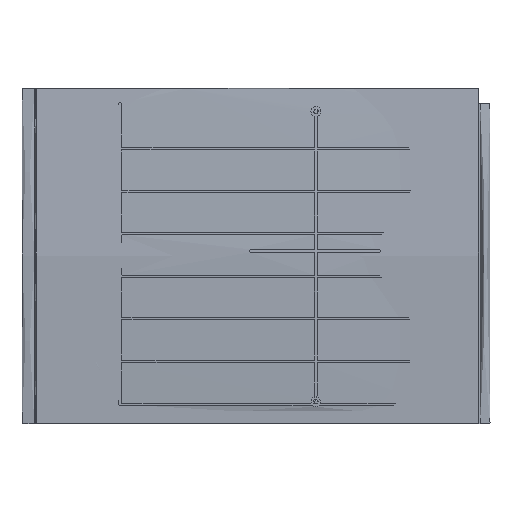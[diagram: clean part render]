
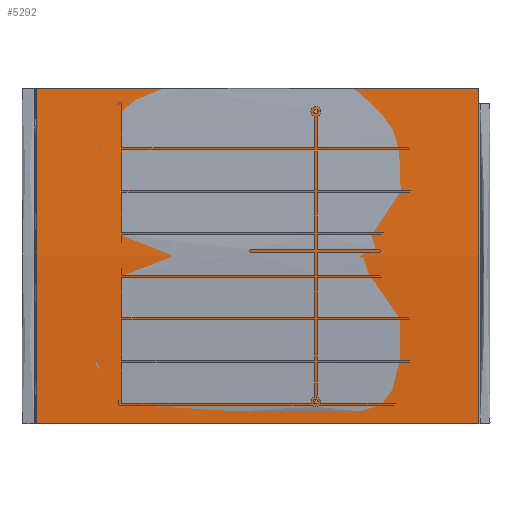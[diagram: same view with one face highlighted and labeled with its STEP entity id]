
A CAD part, left-side view. The second image highlights one B-rep face of the part: STEP entity #5292.
In plain terms, the highlighted toroidal (fillet/blend) face has major radius 2100 mm and minor radius 1650 mm.
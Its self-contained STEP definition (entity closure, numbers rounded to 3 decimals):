
#92 = CARTESIAN_POINT ( 'NONE',  ( -181.056, 72.811, 126. ) ) ;
#1494 = CARTESIAN_POINT ( 'NONE',  ( -181.056, 72.811, 126. ) ) ;
#1538 = CARTESIAN_POINT ( 'NONE',  ( -181.885, 72.812, 115.188 ) ) ;
#1555 = CARTESIAN_POINT ( 'NONE',  ( -182.607, 72.811, 104.368 ) ) ;
#1559 = CARTESIAN_POINT ( 'NONE',  ( -183.838, 72.811, 82.714 ) ) ;
#1599 = CARTESIAN_POINT ( 'NONE',  ( -184.347, 72.811, 71.877 ) ) ;
#1619 = CARTESIAN_POINT ( 'NONE',  ( -185.552, 72.811, 39.365 ) ) ;
#1622 = CARTESIAN_POINT ( 'NONE',  ( -185.927, 72.811, 17.681 ) ) ;
#1661 = CARTESIAN_POINT ( 'NONE',  ( -185.821, 72.811, -25.706 ) ) ;
#1687 = CARTESIAN_POINT ( 'NONE',  ( -185.341, 72.811, -47.388 ) ) ;
#1718 = CARTESIAN_POINT ( 'NONE',  ( -183.977, 72.811, -79.894 ) ) ;
#1744 = CARTESIAN_POINT ( 'NONE',  ( -183.416, 72.811, -90.728 ) ) ;
#1748 = CARTESIAN_POINT ( 'NONE',  ( -182.08, 72.811, -112.376 ) ) ;
#1866 = CARTESIAN_POINT ( 'NONE',  ( -181.305, 72.811, -123.192 ) ) ;
#1998 = CARTESIAN_POINT ( 'NONE',  ( -180.423, 72.811, -134. ) ) ;
#4712 = AXIS2_PLACEMENT_3D ( 'NONE', #5374, #5829, #5002 ) ;
#5002 = DIRECTION ( 'NONE',  ( 1., 0., 0. ) ) ;
#5292 = ADVANCED_FACE ( 'NONE', ( #15936 ), #7780, .T. ) ;
#5374 = CARTESIAN_POINT ( 'NONE',  ( 3560.2, 244.25, 0. ) ) ;
#5829 = DIRECTION ( 'NONE',  ( 0., 0., 1. ) ) ;
#7077 = CARTESIAN_POINT ( 'NONE',  ( -181.059, 415.636, 126. ) ) ;
#7150 = CARTESIAN_POINT ( 'NONE',  ( -182.717, 415.636, 104.369 ) ) ;
#7207 = CARTESIAN_POINT ( 'NONE',  ( -183.948, 415.636, 82.717 ) ) ;
#7263 = CARTESIAN_POINT ( 'NONE',  ( -185.152, 415.636, 50.206 ) ) ;
#7327 = CARTESIAN_POINT ( 'NONE',  ( -185.447, 415.636, 39.361 ) ) ;
#7356 = B_SPLINE_CURVE_WITH_KNOTS ( 'NONE', 3,
 ( #7722, #7804, #7566, #7527, #7457, #7437, #7419, #7400, #7385, #7327, #7263, #7207, #7150, #7077 ),
 .UNSPECIFIED., .F., .F.,
 ( 4, 2, 2, 2, 2, 2, 4 ),
 ( 0., 0.065, 0.098, 0.13, 0.163, 0.195, 0.26 ),
 .UNSPECIFIED. ) ;
#7385 = CARTESIAN_POINT ( 'NONE',  ( -185.822, 415.636, 17.674 ) ) ;
#7400 = CARTESIAN_POINT ( 'NONE',  ( -185.903, 415.636, 6.83 ) ) ;
#7419 = CARTESIAN_POINT ( 'NONE',  ( -185.85, 415.636, -14.857 ) ) ;
#7437 = CARTESIAN_POINT ( 'NONE',  ( -185.717, 415.636, -25.7 ) ) ;
#7457 = CARTESIAN_POINT ( 'NONE',  ( -185.236, 415.636, -47.386 ) ) ;
#7527 = CARTESIAN_POINT ( 'NONE',  ( -184.888, 415.636, -58.228 ) ) ;
#7566 = CARTESIAN_POINT ( 'NONE',  ( -183.525, 415.636, -90.732 ) ) ;
#7722 = CARTESIAN_POINT ( 'NONE',  ( -180.426, 415.636, -134. ) ) ;
#7780 = TOROIDAL_SURFACE ( 'NONE', #4712, 2100., 1650. ) ;
#7804 = CARTESIAN_POINT ( 'NONE',  ( -182.189, 415.636, -112.378 ) ) ;
#9820 = VERTEX_POINT ( 'NONE', #92 ) ;
#10047 = ORIENTED_EDGE ( 'NONE', *, *, #18367, .F. ) ;
#10179 = CARTESIAN_POINT ( 'NONE',  ( -181.059, 415.636, 126. ) ) ;
#10262 = ORIENTED_EDGE ( 'NONE', *, *, #16465, .T. ) ;
#10960 = CARTESIAN_POINT ( 'NONE',  ( -181.056, 72.811, 126. ) ) ;
#11025 = CARTESIAN_POINT ( 'NONE',  ( -182.364, 101.361, 126. ) ) ;
#11044 = CARTESIAN_POINT ( 'NONE',  ( -183.346, 129.921, 126. ) ) ;
#11083 = CARTESIAN_POINT ( 'NONE',  ( -184.654, 187.062, 126. ) ) ;
#11100 = CARTESIAN_POINT ( 'NONE',  ( -184.982, 215.642, 126. ) ) ;
#11146 = CARTESIAN_POINT ( 'NONE',  ( -184.982, 272.799, 126. ) ) ;
#11162 = CARTESIAN_POINT ( 'NONE',  ( -184.655, 301.379, 126. ) ) ;
#11202 = CARTESIAN_POINT ( 'NONE',  ( -183.347, 358.521, 126. ) ) ;
#11309 = ORIENTED_EDGE ( 'NONE', *, *, #18520, .F. ) ;
#11644 = CARTESIAN_POINT ( 'NONE',  ( -182.366, 387.086, 126. ) ) ;
#11700 = CARTESIAN_POINT ( 'NONE',  ( -181.059, 415.636, 126. ) ) ;
#12535 = B_SPLINE_CURVE_WITH_KNOTS ( 'NONE', 3,
 ( #1998, #1866, #1748, #1744, #1718, #1687, #1661, #1622, #1619, #1599, #1559, #1555, #1538, #1494 ),
 .UNSPECIFIED., .F., .F.,
 ( 4, 2, 2, 2, 2, 2, 4 ),
 ( 0.355, 0.387, 0.42, 0.485, 0.55, 0.582, 0.615 ),
 .UNSPECIFIED. ) ;
#12917 = CARTESIAN_POINT ( 'NONE',  ( -180.423, 72.811, -134. ) ) ;
#13044 = B_SPLINE_CURVE_WITH_KNOTS ( 'NONE', 3,
 ( #15537, #15522, #15474, #15456, #15433, #15409, #15392, #15346, #15325, #15279 ),
 .UNSPECIFIED., .F., .F.,
 ( 4, 2, 2, 2, 4 ),
 ( 0., 0.086, 0.172, 0.257, 0.343 ),
 .UNSPECIFIED. ) ;
#13711 = CARTESIAN_POINT ( 'NONE',  ( -180.426, 415.636, -134. ) ) ;
#14864 = B_SPLINE_CURVE_WITH_KNOTS ( 'NONE', 3,
 ( #11700, #11644, #11202, #11162, #11146, #11100, #11083, #11044, #11025, #10960 ),
 .UNSPECIFIED., .F., .F.,
 ( 4, 2, 2, 2, 4 ),
 ( 0., 0.086, 0.172, 0.257, 0.343 ),
 .UNSPECIFIED. ) ;
#14878 = VERTEX_POINT ( 'NONE', #13711 ) ;
#14960 = VERTEX_POINT ( 'NONE', #12917 ) ;
#15178 = VERTEX_POINT ( 'NONE', #10179 ) ;
#15279 = CARTESIAN_POINT ( 'NONE',  ( -180.423, 72.811, -134. ) ) ;
#15325 = CARTESIAN_POINT ( 'NONE',  ( -181.732, 101.362, -134. ) ) ;
#15346 = CARTESIAN_POINT ( 'NONE',  ( -182.713, 129.922, -134. ) ) ;
#15392 = CARTESIAN_POINT ( 'NONE',  ( -184.022, 187.063, -134. ) ) ;
#15409 = CARTESIAN_POINT ( 'NONE',  ( -184.35, 215.643, -134. ) ) ;
#15433 = CARTESIAN_POINT ( 'NONE',  ( -184.35, 272.799, -134. ) ) ;
#15456 = CARTESIAN_POINT ( 'NONE',  ( -184.023, 301.379, -134. ) ) ;
#15474 = CARTESIAN_POINT ( 'NONE',  ( -182.715, 358.521, -134. ) ) ;
#15522 = CARTESIAN_POINT ( 'NONE',  ( -181.734, 387.086, -134. ) ) ;
#15537 = CARTESIAN_POINT ( 'NONE',  ( -180.426, 415.636, -134. ) ) ;
#15936 = FACE_OUTER_BOUND ( 'NONE', #16575, .T. ) ;
#16465 = EDGE_CURVE ( 'NONE', #14878, #14960, #13044, .T. ) ;
#16575 = EDGE_LOOP ( 'NONE', ( #11309, #10262, #17999, #10047 ) ) ;
#17854 = EDGE_CURVE ( 'NONE', #14960, #9820, #12535, .T. ) ;
#17999 = ORIENTED_EDGE ( 'NONE', *, *, #17854, .T. ) ;
#18367 = EDGE_CURVE ( 'NONE', #15178, #9820, #14864, .T. ) ;
#18520 = EDGE_CURVE ( 'NONE', #14878, #15178, #7356, .T. ) ;
